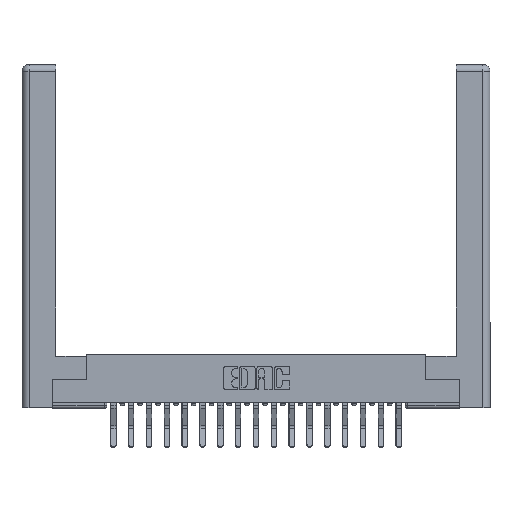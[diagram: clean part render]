
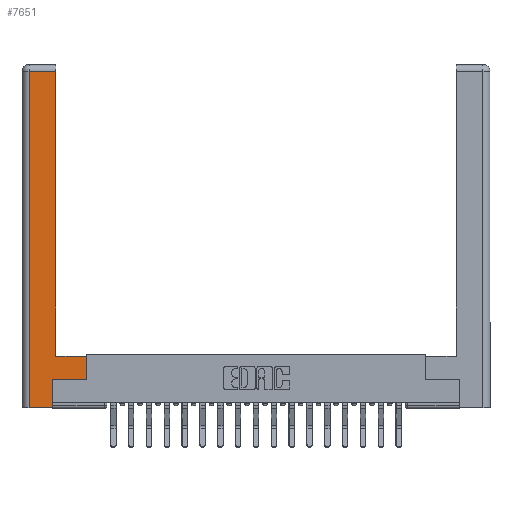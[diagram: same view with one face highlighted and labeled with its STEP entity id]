
A CAD part, top view. The second image highlights one B-rep face of the part: STEP entity #7651.
In plain terms, the highlighted planar face has unit normal (0, 0, 1).
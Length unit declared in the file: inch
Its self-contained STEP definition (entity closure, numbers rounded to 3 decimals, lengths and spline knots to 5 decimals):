
#195 = VECTOR ( 'NONE', #8674, 39.37008 ) ;
#379 = EDGE_CURVE ( 'NONE', #12077, #13858, #10399, .T. ) ;
#670 = DIRECTION ( 'NONE',  ( 0., 0., -1. ) ) ;
#923 = ORIENTED_EDGE ( 'NONE', *, *, #19918, .T. ) ;
#1065 = CARTESIAN_POINT ( 'NONE',  ( 0.0615, 0., 0. ) ) ;
#1327 = ORIENTED_EDGE ( 'NONE', *, *, #15806, .T. ) ;
#1586 = CARTESIAN_POINT ( 'NONE',  ( 0.295, 0.45, 0. ) ) ;
#1679 = ORIENTED_EDGE ( 'NONE', *, *, #5238, .T. ) ;
#1688 = LINE ( 'NONE', #10351, #11584 ) ;
#2099 = LINE ( 'NONE', #15858, #6888 ) ;
#2126 = LINE ( 'NONE', #2947, #3897 ) ;
#2245 = EDGE_LOOP ( 'NONE', ( #13416, #16138, #1327, #14830, #923, #7940, #8623, #1679 ) ) ;
#2947 = CARTESIAN_POINT ( 'NONE',  ( 0.565, 0.245, 0. ) ) ;
#3080 = EDGE_CURVE ( 'NONE', #16800, #13514, #2126, .T. ) ;
#3504 = DIRECTION ( 'NONE',  ( 0., -1., 0. ) ) ;
#3784 = CARTESIAN_POINT ( 'NONE',  ( 0.565, 0.245, 0. ) ) ;
#3897 = VECTOR ( 'NONE', #17578, 39.37008 ) ;
#4245 = LINE ( 'NONE', #7268, #10548 ) ;
#4314 = VERTEX_POINT ( 'NONE', #11382 ) ;
#5065 = AXIS2_PLACEMENT_3D ( 'NONE', #8824, #670, #8598 ) ;
#5238 = EDGE_CURVE ( 'NONE', #9805, #18673, #13186, .T. ) ;
#5325 = EDGE_CURVE ( 'NONE', #13514, #9805, #9853, .T. ) ;
#6859 = VERTEX_POINT ( 'NONE', #18570 ) ;
#6888 = VECTOR ( 'NONE', #3504, 39.37008 ) ;
#7197 = PLANE ( 'NONE',  #5065 ) ;
#7268 = CARTESIAN_POINT ( 'NONE',  ( 0.295, 3., 0. ) ) ;
#7359 = CARTESIAN_POINT ( 'NONE',  ( 0.265, 0., 0. ) ) ;
#7427 = DIRECTION ( 'NONE',  ( -1., 0., 0. ) ) ;
#7643 = EDGE_CURVE ( 'NONE', #18673, #6859, #4245, .T. ) ;
#7651 = ADVANCED_FACE ( 'NONE', ( #10055 ), #7197, .F. ) ;
#7741 = CARTESIAN_POINT ( 'NONE',  ( 0.265, 0., 0. ) ) ;
#7860 = DIRECTION ( 'NONE',  ( 0., 1., 0. ) ) ;
#7936 = DIRECTION ( 'NONE',  ( 1., 0., 0. ) ) ;
#7940 = ORIENTED_EDGE ( 'NONE', *, *, #3080, .T. ) ;
#8541 = LINE ( 'NONE', #15116, #195 ) ;
#8598 = DIRECTION ( 'NONE',  ( -1., 0., 0. ) ) ;
#8623 = ORIENTED_EDGE ( 'NONE', *, *, #5325, .T. ) ;
#8674 = DIRECTION ( 'NONE',  ( -1., 0., 0. ) ) ;
#8814 = CARTESIAN_POINT ( 'NONE',  ( 0.265, 0.245, 0. ) ) ;
#8824 = CARTESIAN_POINT ( 'NONE',  ( 0., 0., 0. ) ) ;
#9805 = VERTEX_POINT ( 'NONE', #20279 ) ;
#9853 = LINE ( 'NONE', #20569, #14660 ) ;
#10055 = FACE_OUTER_BOUND ( 'NONE', #2245, .T. ) ;
#10351 = CARTESIAN_POINT ( 'NONE',  ( 0.265, 0.245, 0. ) ) ;
#10399 = LINE ( 'NONE', #7359, #11189 ) ;
#10548 = VECTOR ( 'NONE', #18500, 39.37008 ) ;
#11189 = VECTOR ( 'NONE', #7936, 39.37008 ) ;
#11382 = CARTESIAN_POINT ( 'NONE',  ( 0.0615, 2.94, 0. ) ) ;
#11584 = VECTOR ( 'NONE', #15437, 39.37008 ) ;
#12077 = VERTEX_POINT ( 'NONE', #1065 ) ;
#13186 = LINE ( 'NONE', #1586, #20745 ) ;
#13416 = ORIENTED_EDGE ( 'NONE', *, *, #7643, .T. ) ;
#13514 = VERTEX_POINT ( 'NONE', #3784 ) ;
#13858 = VERTEX_POINT ( 'NONE', #7741 ) ;
#14660 = VECTOR ( 'NONE', #7860, 39.37008 ) ;
#14830 = ORIENTED_EDGE ( 'NONE', *, *, #379, .T. ) ;
#15116 = CARTESIAN_POINT ( 'NONE',  ( 0.0615, 2.94, 0. ) ) ;
#15437 = DIRECTION ( 'NONE',  ( 0., 1., 0. ) ) ;
#15806 = EDGE_CURVE ( 'NONE', #4314, #12077, #2099, .T. ) ;
#15858 = CARTESIAN_POINT ( 'NONE',  ( 0.0615, 0., 0. ) ) ;
#16138 = ORIENTED_EDGE ( 'NONE', *, *, #18690, .T. ) ;
#16800 = VERTEX_POINT ( 'NONE', #8814 ) ;
#17578 = DIRECTION ( 'NONE',  ( 1., 0., 0. ) ) ;
#18500 = DIRECTION ( 'NONE',  ( 0., 1., 0. ) ) ;
#18570 = CARTESIAN_POINT ( 'NONE',  ( 0.295, 2.94, 0. ) ) ;
#18673 = VERTEX_POINT ( 'NONE', #19927 ) ;
#18690 = EDGE_CURVE ( 'NONE', #6859, #4314, #8541, .T. ) ;
#19918 = EDGE_CURVE ( 'NONE', #13858, #16800, #1688, .T. ) ;
#19927 = CARTESIAN_POINT ( 'NONE',  ( 0.295, 0.45, 0. ) ) ;
#20279 = CARTESIAN_POINT ( 'NONE',  ( 0.565, 0.45, 0. ) ) ;
#20569 = CARTESIAN_POINT ( 'NONE',  ( 0.565, 0.45, 0. ) ) ;
#20745 = VECTOR ( 'NONE', #7427, 39.37008 ) ;
